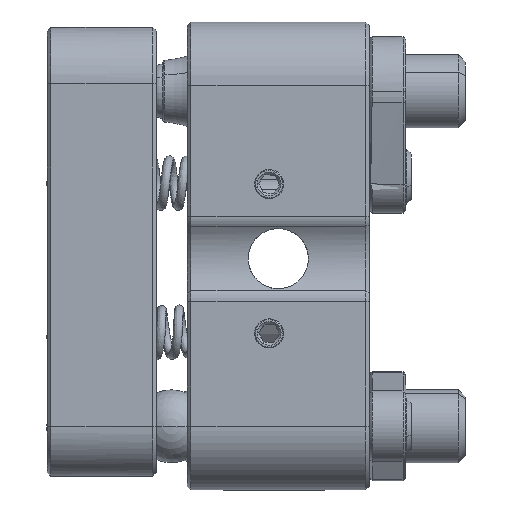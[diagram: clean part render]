
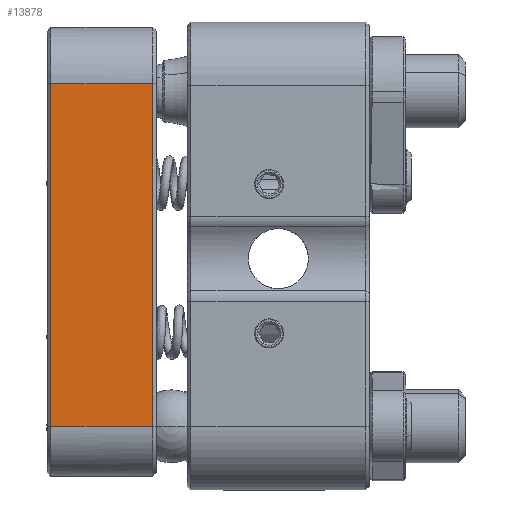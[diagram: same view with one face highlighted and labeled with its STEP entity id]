
A CAD part, front view. The second image highlights one B-rep face of the part: STEP entity #13878.
In plain terms, the highlighted planar face has unit normal (0, -1, 0).
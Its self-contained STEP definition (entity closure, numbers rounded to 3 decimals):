
#268 = DIRECTION ( 'NONE',  ( 1., 0., 0. ) ) ;
#1378 = EDGE_LOOP ( 'NONE', ( #10559, #2028, #22085, #6416 ) ) ;
#1694 = CARTESIAN_POINT ( 'NONE',  ( -14.036, -11.95, -9.2 ) ) ;
#2028 = ORIENTED_EDGE ( 'NONE', *, *, #24578, .F. ) ;
#2353 = CARTESIAN_POINT ( 'NONE',  ( -17.769, -11.95, 9.6 ) ) ;
#3357 = CARTESIAN_POINT ( 'NONE',  ( -17.769, -11.95, 9.6 ) ) ;
#4013 = CARTESIAN_POINT ( 'NONE',  ( -12.169, -11.95, -9.2 ) ) ;
#6416 = ORIENTED_EDGE ( 'NONE', *, *, #22657, .F. ) ;
#6536 = CARTESIAN_POINT ( 'NONE',  ( -17.769, -11.95, -2.933 ) ) ;
#6692 = CARTESIAN_POINT ( 'NONE',  ( -12.169, -11.95, 9.6 ) ) ;
#8849 = CARTESIAN_POINT ( 'NONE',  ( -14.036, -11.95, 9.6 ) ) ;
#9051 = EDGE_CURVE ( 'NONE', #12919, #28496, #27642, .T. ) ;
#9947 = VERTEX_POINT ( 'NONE', #16838 ) ;
#10559 = ORIENTED_EDGE ( 'NONE', *, *, #25731, .F. ) ;
#12478 = CARTESIAN_POINT ( 'NONE',  ( -17.769, -11.95, -9.2 ) ) ;
#12919 = VERTEX_POINT ( 'NONE', #3357 ) ;
#13134 = FACE_OUTER_BOUND ( 'NONE', #1378, .T. ) ;
#13878 = ADVANCED_FACE ( 'NONE', ( #13134 ), #21983, .F. ) ;
#13967 = B_SPLINE_CURVE_WITH_KNOTS ( 'NONE', 3,
 ( #4013, #1694, #14571, #19070 ),
 .UNSPECIFIED., .F., .F.,
 ( 4, 4 ),
 ( 0., 1. ),
 .UNSPECIFIED. ) ;
#14313 = CARTESIAN_POINT ( 'NONE',  ( -12.169, -11.95, -9.2 ) ) ;
#14571 = CARTESIAN_POINT ( 'NONE',  ( -15.903, -11.95, -9.2 ) ) ;
#16770 = VERTEX_POINT ( 'NONE', #14313 ) ;
#16838 = CARTESIAN_POINT ( 'NONE',  ( -12.169, -11.95, 9.6 ) ) ;
#17242 = CARTESIAN_POINT ( 'NONE',  ( -12.169, -11.95, -9.2 ) ) ;
#19070 = CARTESIAN_POINT ( 'NONE',  ( -17.769, -11.95, -9.2 ) ) ;
#19727 = CARTESIAN_POINT ( 'NONE',  ( -15.903, -11.95, 9.6 ) ) ;
#19810 = AXIS2_PLACEMENT_3D ( 'NONE', #19949, #28690, #268 ) ;
#19949 = CARTESIAN_POINT ( 'NONE',  ( -11.969, -11.95, 12.7 ) ) ;
#20006 = CARTESIAN_POINT ( 'NONE',  ( -17.769, -11.95, 9.6 ) ) ;
#20036 = B_SPLINE_CURVE_WITH_KNOTS ( 'NONE', 3,
 ( #25832, #28018, #26121, #17242 ),
 .UNSPECIFIED., .F., .F.,
 ( 4, 4 ),
 ( 0., 1. ),
 .UNSPECIFIED. ) ;
#20145 = CARTESIAN_POINT ( 'NONE',  ( -17.769, -11.95, 3.333 ) ) ;
#21983 = PLANE ( 'NONE',  #19810 ) ;
#22085 = ORIENTED_EDGE ( 'NONE', *, *, #9051, .T. ) ;
#22121 = B_SPLINE_CURVE_WITH_KNOTS ( 'NONE', 3,
 ( #20006, #19727, #8849, #6692 ),
 .UNSPECIFIED., .F., .F.,
 ( 4, 4 ),
 ( 0., 1. ),
 .UNSPECIFIED. ) ;
#22187 = CARTESIAN_POINT ( 'NONE',  ( -17.769, -11.95, -9.2 ) ) ;
#22657 = EDGE_CURVE ( 'NONE', #16770, #28496, #13967, .T. ) ;
#24578 = EDGE_CURVE ( 'NONE', #12919, #9947, #22121, .T. ) ;
#25731 = EDGE_CURVE ( 'NONE', #9947, #16770, #20036, .T. ) ;
#25832 = CARTESIAN_POINT ( 'NONE',  ( -12.169, -11.95, 9.6 ) ) ;
#26121 = CARTESIAN_POINT ( 'NONE',  ( -12.169, -11.95, -2.933 ) ) ;
#27642 = B_SPLINE_CURVE_WITH_KNOTS ( 'NONE', 3,
 ( #2353, #20145, #6536, #22187 ),
 .UNSPECIFIED., .F., .F.,
 ( 4, 4 ),
 ( 0., 1. ),
 .UNSPECIFIED. ) ;
#28018 = CARTESIAN_POINT ( 'NONE',  ( -12.169, -11.95, 3.333 ) ) ;
#28496 = VERTEX_POINT ( 'NONE', #12478 ) ;
#28690 = DIRECTION ( 'NONE',  ( 0., 1., 0. ) ) ;
